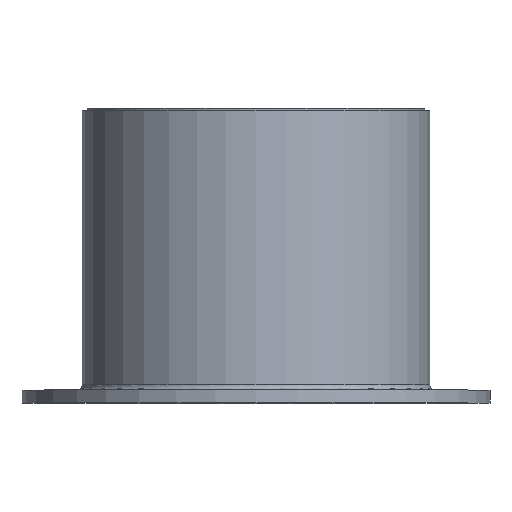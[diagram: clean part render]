
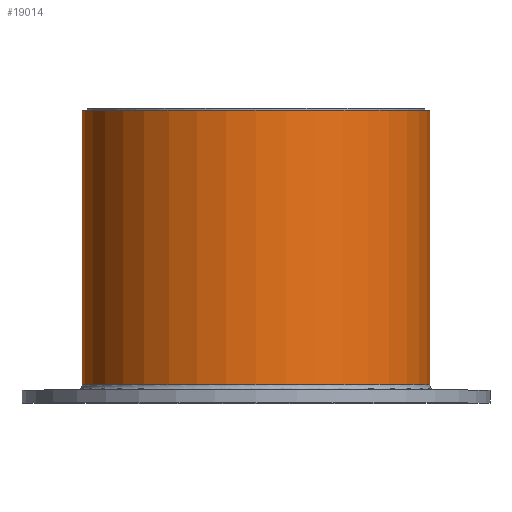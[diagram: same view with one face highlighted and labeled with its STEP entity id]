
A CAD part, top view. The second image highlights one B-rep face of the part: STEP entity #19014.
In plain terms, the highlighted cylindrical face has radius 67.945 mm (diameter 135.89 mm), a partial arc.
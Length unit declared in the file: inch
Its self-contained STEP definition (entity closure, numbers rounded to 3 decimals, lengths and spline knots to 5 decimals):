
#1001=CARTESIAN_POINT('',(0.,0.28,0.));
#1002=DIRECTION('',(0.,-1.,0.));
#1003=DIRECTION('',(1.,0.,0.));
#1004=AXIS2_PLACEMENT_3D('',#1001,#1002,#1003);
#1006=DIRECTION('',(0.,1.,0.));
#1007=VECTOR('',#1006,4.22);
#1008=CARTESIAN_POINT('',(-2.675,0.28,0.));
#1009=LINE('',#1008,#1007);
#1010=DIRECTION('',(0.,1.,0.));
#1011=VECTOR('',#1010,4.22);
#1012=CARTESIAN_POINT('',(2.675,0.28,0.));
#1013=LINE('',#1012,#1011);
#1014=CARTESIAN_POINT('',(0.,4.5,0.));
#1015=DIRECTION('',(0.,1.,0.));
#1016=DIRECTION('',(-1.,0.,0.));
#1017=AXIS2_PLACEMENT_3D('',#1014,#1015,#1016);
#15732=CARTESIAN_POINT('',(-2.675,4.5,0.));
#15733=CARTESIAN_POINT('',(2.675,4.5,0.));
#15734=VERTEX_POINT('',#15732);
#15735=VERTEX_POINT('',#15733);
#15768=CARTESIAN_POINT('',(2.675,0.28,0.));
#15769=CARTESIAN_POINT('',(-2.675,0.28,0.));
#15770=VERTEX_POINT('',#15768);
#15771=VERTEX_POINT('',#15769);
#19002=CARTESIAN_POINT('',(0.,4.725,0.));
#19003=DIRECTION('',(0.,-1.,0.));
#19004=DIRECTION('',(1.,0.,0.));
#19005=AXIS2_PLACEMENT_3D('',#19002,#19003,#19004);
#19006=CYLINDRICAL_SURFACE('',#19005,2.675);
#19007=ORIENTED_EDGE('',*,*,#18904,.T.);
#19008=ORIENTED_EDGE('',*,*,#18986,.T.);
#19010=ORIENTED_EDGE('',*,*,#19009,.T.);
#19011=ORIENTED_EDGE('',*,*,#18982,.F.);
#19012=EDGE_LOOP('',(#19007,#19008,#19010,#19011));
#19013=FACE_OUTER_BOUND('',#19012,.F.);
#19014=ADVANCED_FACE('',(#19013),#19006,.T.);
#1005=CIRCLE('',#1004,2.675);
#1018=CIRCLE('',#1017,2.675);
#18904=EDGE_CURVE('',#15770,#15771,#1005,.T.);
#18982=EDGE_CURVE('',#15770,#15735,#1013,.T.);
#18986=EDGE_CURVE('',#15771,#15734,#1009,.T.);
#19009=EDGE_CURVE('',#15734,#15735,#1018,.T.);
